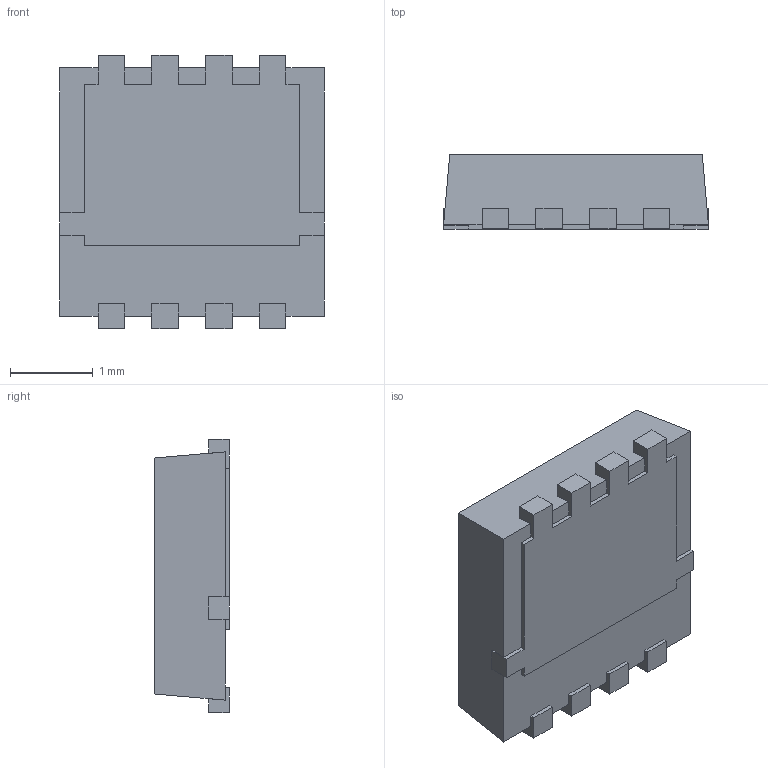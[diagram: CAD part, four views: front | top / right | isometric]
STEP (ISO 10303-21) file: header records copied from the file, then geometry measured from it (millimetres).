
FILE_DESCRIPTION (( 'STEP AP214' ), '1' );
FILE_NAME ('ROHM_HSMT8_NOMINAL.STEP', '2021-06-22T01:35:24', ( '' ), ( '' ), 'SwSTEP 2.0', 'SolidWorks 2020', '' );
FILE_SCHEMA (( 'AUTOMOTIVE_DESIGN' ));
Length unit declared in the file: millimetre
Products named in the file (1): ROHM_HSMT8_NOMINAL
Bounding box: 3.2 x 0.9 x 3.3 mm (x, y, z)
Volume: 8.1 mm3; surface area: 30.9 mm2
Topology: 1 solids, 1 shells, 77 faces, 214 edges, 140 vertices
Faces by surface type: plane 75, cylinder 2
Entity records: 3289 total; most frequent: CARTESIAN_POINT 432, ORIENTED_EDGE 428, DIRECTION 374, EDGE_CURVE 214, VECTOR 210, LINE 210, VERTEX_POINT 140, AXIS2_PLACEMENT_3D 82
